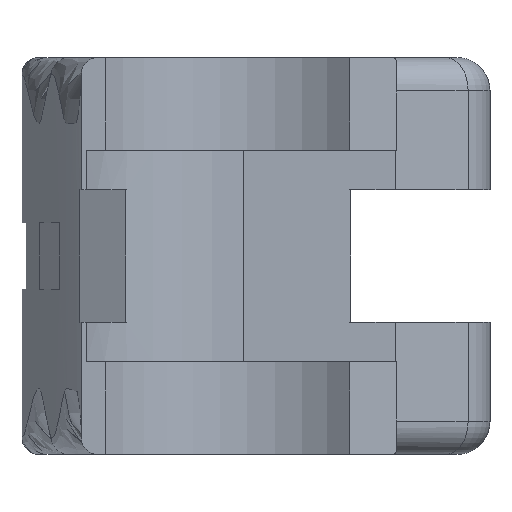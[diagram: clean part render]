
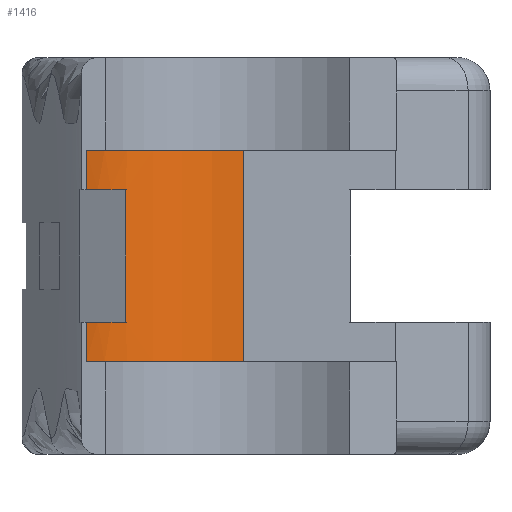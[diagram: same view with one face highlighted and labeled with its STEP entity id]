
A CAD part, left-side view. The second image highlights one B-rep face of the part: STEP entity #1416.
In plain terms, the highlighted cylindrical face has radius 5.5 mm (diameter 11 mm), a partial arc.
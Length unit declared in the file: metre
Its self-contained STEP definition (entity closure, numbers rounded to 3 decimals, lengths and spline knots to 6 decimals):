
#49=CIRCLE('',#1504,0.0055);
#54=CIRCLE('',#1519,0.0055);
#55=CIRCLE('',#1520,0.0055);
#56=CIRCLE('',#1521,0.0055);
#138=CYLINDRICAL_SURFACE('',#1518,0.0055);
#314=ORIENTED_EDGE('',*,*,#665,.T.);
#315=ORIENTED_EDGE('',*,*,#701,.T.);
#316=ORIENTED_EDGE('',*,*,#707,.F.);
#317=ORIENTED_EDGE('',*,*,#705,.T.);
#318=ORIENTED_EDGE('',*,*,#708,.T.);
#319=ORIENTED_EDGE('',*,*,#709,.F.);
#320=ORIENTED_EDGE('',*,*,#710,.F.);
#321=ORIENTED_EDGE('',*,*,#692,.F.);
#665=EDGE_CURVE('',#871,#870,#49,.T.);
#692=EDGE_CURVE('',#871,#892,#1010,.T.);
#701=EDGE_CURVE('',#870,#895,#1017,.F.);
#705=EDGE_CURVE('',#899,#898,#1021,.T.);
#707=EDGE_CURVE('',#899,#895,#54,.T.);
#708=EDGE_CURVE('',#898,#900,#55,.T.);
#709=EDGE_CURVE('',#901,#900,#1023,.F.);
#710=EDGE_CURVE('',#892,#901,#56,.T.);
#870=VERTEX_POINT('',#2577);
#871=VERTEX_POINT('',#2579);
#892=VERTEX_POINT('',#2632);
#895=VERTEX_POINT('',#2652);
#898=VERTEX_POINT('',#2660);
#899=VERTEX_POINT('',#2662);
#900=VERTEX_POINT('',#2667);
#901=VERTEX_POINT('',#2669);
#1010=LINE('',#2631,#1128);
#1017=LINE('',#2653,#1135);
#1021=LINE('',#2661,#1139);
#1023=LINE('',#2668,#1141);
#1128=VECTOR('',#1721,1.);
#1135=VECTOR('',#1734,1.);
#1139=VECTOR('',#1740,1.);
#1141=VECTOR('',#1748,1.);
#1207=EDGE_LOOP('',(#314,#315,#316,#317,#318,#319,#320,#321));
#1297=FACE_BOUND('',#1207,.T.);
#1416=ADVANCED_FACE('',(#1297),#138,.F.);
#1504=AXIS2_PLACEMENT_3D('',#2578,#1679,#1680);
#1518=AXIS2_PLACEMENT_3D('',#2664,#1742,#1743);
#1519=AXIS2_PLACEMENT_3D('',#2665,#1744,#1745);
#1520=AXIS2_PLACEMENT_3D('',#2666,#1746,#1747);
#1521=AXIS2_PLACEMENT_3D('',#2670,#1749,#1750);
#1679=DIRECTION('',(0.,0.,1.));
#1680=DIRECTION('',(1.,0.,0.));
#1721=DIRECTION('',(0.,0.,1.));
#1734=DIRECTION('',(0.,0.,1.));
#1740=DIRECTION('',(0.,0.,1.));
#1742=DIRECTION('',(0.,0.,1.));
#1743=DIRECTION('',(1.,0.,0.));
#1744=DIRECTION('',(0.,0.,1.));
#1745=DIRECTION('',(1.,0.,0.));
#1746=DIRECTION('',(0.,0.,1.));
#1747=DIRECTION('',(1.,0.,0.));
#1748=DIRECTION('',(0.,0.,-1.));
#1749=DIRECTION('',(0.,0.,1.));
#1750=DIRECTION('',(1.,0.,0.));
#2577=CARTESIAN_POINT('',(-0.01725,0.004763,0.004));
#2578=CARTESIAN_POINT('',(-0.02,0.,0.004));
#2579=CARTESIAN_POINT('',(-0.015813,0.003567,0.004));
#2631=CARTESIAN_POINT('',(-0.015813,0.003567,0.0028));
#2632=CARTESIAN_POINT('',(-0.015813,0.003567,0.008));
#2652=CARTESIAN_POINT('',(-0.01725,0.004763,0.0028));
#2653=CARTESIAN_POINT('',(-0.01725,0.004763,0.0028));
#2660=CARTESIAN_POINT('',(-0.0145,0.,0.0092));
#2661=CARTESIAN_POINT('',(-0.0145,0.,0.0028));
#2662=CARTESIAN_POINT('',(-0.0145,0.,0.0028));
#2664=CARTESIAN_POINT('',(-0.02,0.,0.0028));
#2665=CARTESIAN_POINT('',(-0.02,0.,0.0028));
#2666=CARTESIAN_POINT('',(-0.02,0.,0.0092));
#2667=CARTESIAN_POINT('',(-0.01725,0.004763,0.0092));
#2668=CARTESIAN_POINT('',(-0.01725,0.004763,0.0092));
#2669=CARTESIAN_POINT('',(-0.01725,0.004763,0.008));
#2670=CARTESIAN_POINT('',(-0.02,0.,0.008));
